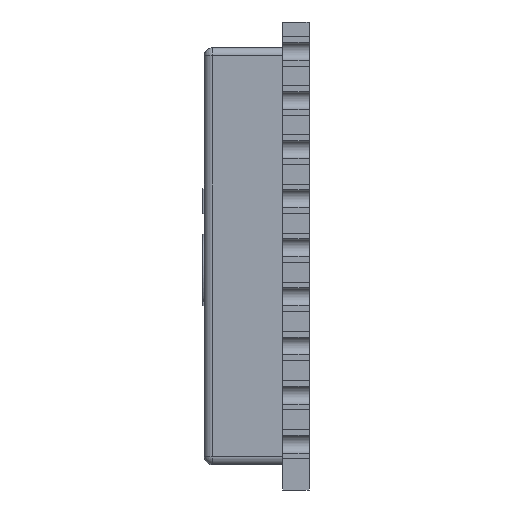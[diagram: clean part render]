
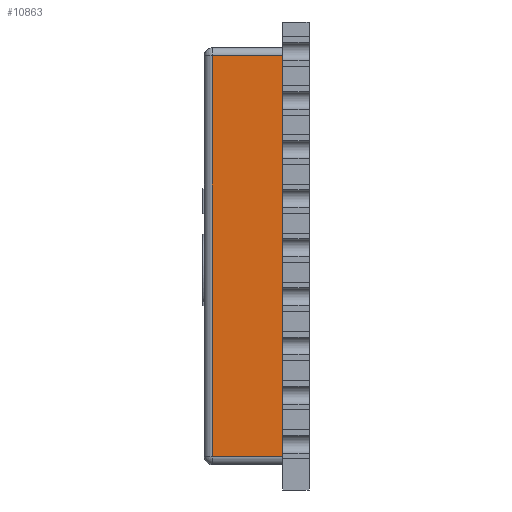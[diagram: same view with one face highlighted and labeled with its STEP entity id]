
A CAD part, left-side view. The second image highlights one B-rep face of the part: STEP entity #10863.
In plain terms, the highlighted planar face has unit normal (-1, 0, 0).
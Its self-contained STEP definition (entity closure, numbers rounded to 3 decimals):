
#3911 = CARTESIAN_POINT ( 'NONE',  ( 0.865, 0.81, -0.63 ) ) ;
#5743 = ORIENTED_EDGE ( 'NONE', *, *, #7590, .T. ) ;
#7130 = EDGE_CURVE ( 'NONE', #20331, #10052, #24494, .T. ) ;
#7590 = EDGE_CURVE ( 'NONE', #22371, #34157, #13254, .T. ) ;
#8635 = DIRECTION ( 'NONE',  ( 0., -1., 0. ) ) ;
#8875 = PLANE ( 'NONE',  #14221 ) ;
#10052 = VERTEX_POINT ( 'NONE', #30428 ) ;
#10863 = ADVANCED_FACE ( 'NONE', ( #31288 ), #8875, .F. ) ;
#11594 = VECTOR ( 'NONE', #38524, 1000. ) ;
#12496 = DIRECTION ( 'NONE',  ( 0., 0., -1. ) ) ;
#13254 = LINE ( 'NONE', #39079, #36480 ) ;
#14024 = EDGE_CURVE ( 'NONE', #34157, #20331, #25215, .T. ) ;
#14098 = VECTOR ( 'NONE', #23149, 1000. ) ;
#14221 = AXIS2_PLACEMENT_3D ( 'NONE', #28787, #31506, #12496 ) ;
#14575 = ORIENTED_EDGE ( 'NONE', *, *, #7130, .T. ) ;
#16194 = DIRECTION ( 'NONE',  ( 0., 1., 0. ) ) ;
#17236 = CARTESIAN_POINT ( 'NONE',  ( 0.865, 0.81, 11.87 ) ) ;
#18344 = ORIENTED_EDGE ( 'NONE', *, *, #38481, .T. ) ;
#20331 = VERTEX_POINT ( 'NONE', #25097 ) ;
#22371 = VERTEX_POINT ( 'NONE', #17236 ) ;
#23149 = DIRECTION ( 'NONE',  ( 0., 0., 1. ) ) ;
#24494 = LINE ( 'NONE', #27651, #29078 ) ;
#25097 = CARTESIAN_POINT ( 'NONE',  ( 0.865, 2.96, -0.38 ) ) ;
#25215 = LINE ( 'NONE', #41530, #11594 ) ;
#27651 = CARTESIAN_POINT ( 'NONE',  ( 0.865, 3.21, -0.38 ) ) ;
#28787 = CARTESIAN_POINT ( 'NONE',  ( 0.865, 3.21, -0.63 ) ) ;
#29078 = VECTOR ( 'NONE', #8635, 1000. ) ;
#30369 = ORIENTED_EDGE ( 'NONE', *, *, #14024, .T. ) ;
#30428 = CARTESIAN_POINT ( 'NONE',  ( 0.865, 0.81, -0.38 ) ) ;
#31288 = FACE_OUTER_BOUND ( 'NONE', #32721, .T. ) ;
#31506 = DIRECTION ( 'NONE',  ( 1., 0., 0. ) ) ;
#32721 = EDGE_LOOP ( 'NONE', ( #18344, #5743, #30369, #14575 ) ) ;
#33281 = LINE ( 'NONE', #3911, #14098 ) ;
#34047 = CARTESIAN_POINT ( 'NONE',  ( 0.865, 2.96, 11.87 ) ) ;
#34157 = VERTEX_POINT ( 'NONE', #34047 ) ;
#36480 = VECTOR ( 'NONE', #16194, 1000. ) ;
#38481 = EDGE_CURVE ( 'NONE', #10052, #22371, #33281, .T. ) ;
#38524 = DIRECTION ( 'NONE',  ( 0., 0., -1. ) ) ;
#39079 = CARTESIAN_POINT ( 'NONE',  ( 0.865, 3.21, 11.87 ) ) ;
#41530 = CARTESIAN_POINT ( 'NONE',  ( 0.865, 2.96, -0.63 ) ) ;
